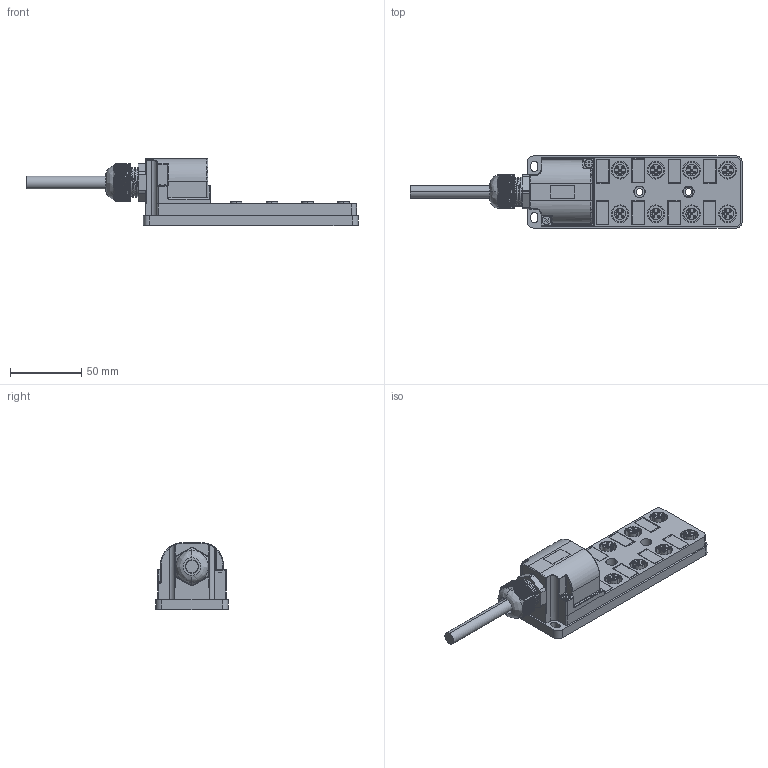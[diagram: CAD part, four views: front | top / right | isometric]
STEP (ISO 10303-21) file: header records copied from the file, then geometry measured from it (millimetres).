
FILE_DESCRIPTION (( 'STEP AP214' ), '1' );
FILE_NAME ('ZP-JBH84-2P-5.STEP', '2018-03-09T11:35:29', ( '' ), ( '' ), 'SwSTEP 2.0', 'SolidWorks 2017', '' );
FILE_SCHEMA (( 'AUTOMOTIVE_DESIGN' ));
Length unit declared in the file: inch
Products named in the file (1): ZP-JBH84-2P-5
Bounding box: 232.87 x 50.57 x 47 mm (x, y, z)
Volume: 173226.7 mm3; surface area: 40543.6 mm2
Topology: 10 solids, 10 shells, 1533 faces, 3886 edges, 2530 vertices
Faces by surface type: plane 863, cylinder 395, bspline 191, cone 84
Entity records: 74596 total; most frequent: CARTESIAN_POINT 19648, ORIENTED_EDGE 7762, DIRECTION 6754, EDGE_CURVE 3881, VERTEX_POINT 2530, LINE 2368, VECTOR 2368, AXIS2_PLACEMENT_3D 2193
